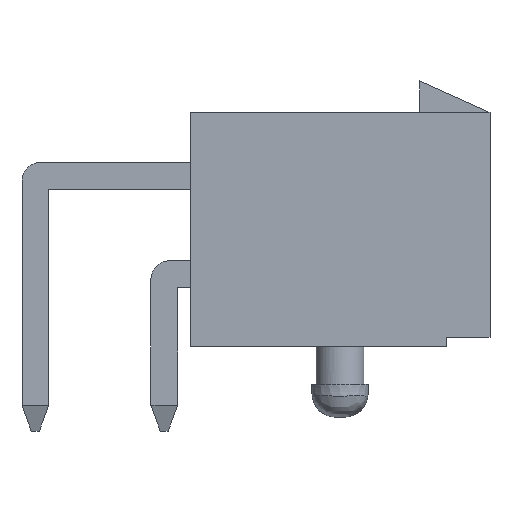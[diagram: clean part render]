
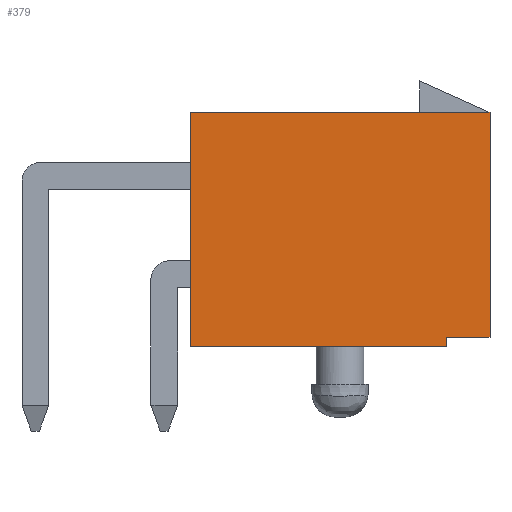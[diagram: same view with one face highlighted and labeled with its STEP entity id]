
A CAD part, left-side view. The second image highlights one B-rep face of the part: STEP entity #379.
In plain terms, the highlighted planar face has unit normal (-1, 0, 0).
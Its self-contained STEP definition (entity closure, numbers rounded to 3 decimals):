
#379 = ADVANCED_FACE( '', ( #769 ), #770, .T. );
#769 = FACE_OUTER_BOUND( '', #1793, .T. );
#770 = PLANE( '', #1794 );
#1793 = EDGE_LOOP( '', ( #3183, #3184, #3185, #3186, #3187, #3188 ) );
#1794 = AXIS2_PLACEMENT_3D( '', #3189, #3190, #3191 );
#3183 = ORIENTED_EDGE( '', *, *, #3935, .T. );
#3184 = ORIENTED_EDGE( '', *, *, #3725, .T. );
#3185 = ORIENTED_EDGE( '', *, *, #4016, .T. );
#3186 = ORIENTED_EDGE( '', *, *, #4017, .T. );
#3187 = ORIENTED_EDGE( '', *, *, #3915, .T. );
#3188 = ORIENTED_EDGE( '', *, *, #3786, .T. );
#3189 = CARTESIAN_POINT( '', ( -4.8, 0., 0. ) );
#3190 = DIRECTION( '', ( -1., 0., 0. ) );
#3191 = DIRECTION( '', ( 0., 0., 1. ) );
#3725 = EDGE_CURVE( '', #4224, #4222, #4225, .T. );
#3786 = EDGE_CURVE( '', #4327, #4325, #4328, .T. );
#3915 = EDGE_CURVE( '', #4526, #4327, #4527, .T. );
#3935 = EDGE_CURVE( '', #4325, #4224, #4556, .T. );
#4016 = EDGE_CURVE( '', #4222, #4665, #4666, .T. );
#4017 = EDGE_CURVE( '', #4665, #4526, #4667, .T. );
#4222 = VERTEX_POINT( '', #4926 );
#4224 = VERTEX_POINT( '', #4929 );
#4225 = LINE( '', #4930, #4931 );
#4325 = VERTEX_POINT( '', #5363 );
#4327 = VERTEX_POINT( '', #5366 );
#4328 = LINE( '', #5367, #5368 );
#4526 = VERTEX_POINT( '', #5736 );
#4527 = LINE( '', #5737, #5738 );
#4556 = LINE( '', #5786, #5787 );
#4665 = VERTEX_POINT( '', #5968 );
#4666 = LINE( '', #5969, #5970 );
#4667 = LINE( '', #5971, #5972 );
#4926 = CARTESIAN_POINT( '', ( -4.8, 6.4, 4.8 ) );
#4929 = CARTESIAN_POINT( '', ( -4.8, -6.4, 4.8 ) );
#4930 = CARTESIAN_POINT( '', ( -4.8, -6.4, 4.8 ) );
#4931 = VECTOR( '', #6225, 1000. );
#5363 = CARTESIAN_POINT( '', ( -4.8, -6.4, -4.8 ) );
#5366 = CARTESIAN_POINT( '', ( -4.8, -4.55, -4.8 ) );
#5367 = CARTESIAN_POINT( '', ( -4.8, 6.4, -4.8 ) );
#5368 = VECTOR( '', #6267, 1000. );
#5736 = CARTESIAN_POINT( '', ( -4.8, -4.55, -5.2 ) );
#5737 = CARTESIAN_POINT( '', ( -4.8, -4.55, -5.2 ) );
#5738 = VECTOR( '', #6374, 1000. );
#5786 = CARTESIAN_POINT( '', ( -4.8, -6.4, -4.8 ) );
#5787 = VECTOR( '', #6389, 1000. );
#5968 = CARTESIAN_POINT( '', ( -4.8, 6.4, -5.2 ) );
#5969 = CARTESIAN_POINT( '', ( -4.8, 6.4, 4.8 ) );
#5970 = VECTOR( '', #6448, 1000. );
#5971 = CARTESIAN_POINT( '', ( -4.8, 6.4, -5.2 ) );
#5972 = VECTOR( '', #6449, 1000. );
#6225 = DIRECTION( '', ( 0., 1., 0. ) );
#6267 = DIRECTION( '', ( 0., -1., 0. ) );
#6374 = DIRECTION( '', ( 0., 0., 1. ) );
#6389 = DIRECTION( '', ( 0., 0., 1. ) );
#6448 = DIRECTION( '', ( 0., 0., -1. ) );
#6449 = DIRECTION( '', ( 0., -1., 0. ) );
